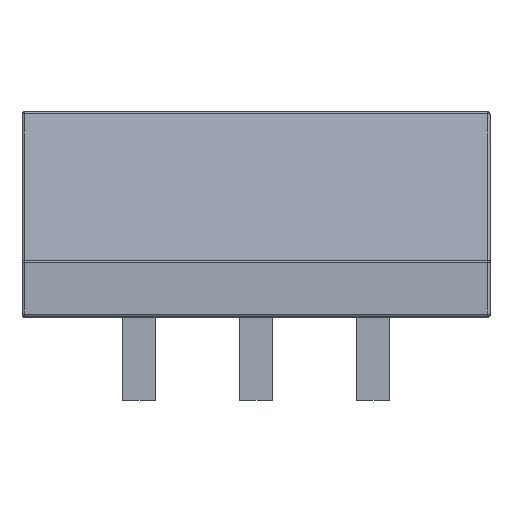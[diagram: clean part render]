
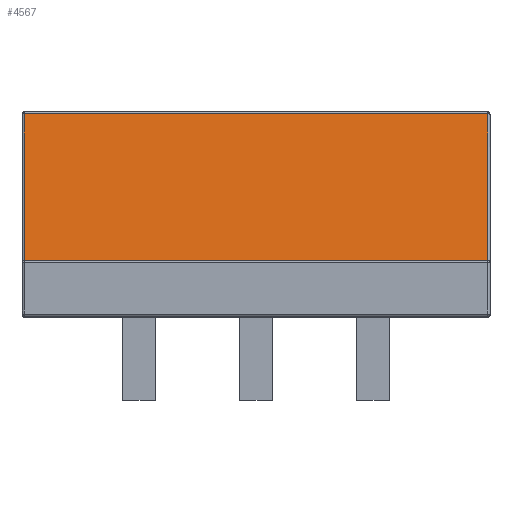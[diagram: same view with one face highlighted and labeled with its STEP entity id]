
A CAD part, top view. The second image highlights one B-rep face of the part: STEP entity #4567.
In plain terms, the highlighted planar face has unit normal (0, 0.122, 0.993).
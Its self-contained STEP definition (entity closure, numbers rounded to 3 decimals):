
#89 = DIRECTION ( 'NONE',  ( -1., 0., 0. ) ) ;
#207 = CARTESIAN_POINT ( 'NONE',  ( 5.03, 4.45, -0.397 ) ) ;
#312 = VERTEX_POINT ( 'NONE', #2829 ) ;
#414 = LINE ( 'NONE', #794, #473 ) ;
#473 = VECTOR ( 'NONE', #89, 1000. ) ;
#529 = EDGE_CURVE ( 'NONE', #1549, #3084, #414, .T. ) ;
#723 = CARTESIAN_POINT ( 'NONE',  ( -5.03, 1.22, 0. ) ) ;
#794 = CARTESIAN_POINT ( 'NONE',  ( 5.08, 4.406, -0.391 ) ) ;
#808 = DIRECTION ( 'NONE',  ( -1., 0., 0. ) ) ;
#914 = ORIENTED_EDGE ( 'NONE', *, *, #529, .T. ) ;
#1146 = LINE ( 'NONE', #3355, #4606 ) ;
#1196 = CARTESIAN_POINT ( 'NONE',  ( 5.03, 1.22, 0. ) ) ;
#1396 = CARTESIAN_POINT ( 'NONE',  ( -5.03, 4.406, -0.391 ) ) ;
#1500 = VECTOR ( 'NONE', #1593, 1000. ) ;
#1549 = VERTEX_POINT ( 'NONE', #4197 ) ;
#1593 = DIRECTION ( 'NONE',  ( 0., 0.993, -0.122 ) ) ;
#1641 = VECTOR ( 'NONE', #2201, 1000. ) ;
#1829 = LINE ( 'NONE', #723, #1641 ) ;
#1898 = ORIENTED_EDGE ( 'NONE', *, *, #4583, .T. ) ;
#1915 = EDGE_LOOP ( 'NONE', ( #914, #3503, #3254, #1898 ) ) ;
#1938 = EDGE_CURVE ( 'NONE', #3925, #312, #1146, .T. ) ;
#1981 = LINE ( 'NONE', #207, #1500 ) ;
#2069 = FACE_OUTER_BOUND ( 'NONE', #1915, .T. ) ;
#2201 = DIRECTION ( 'NONE',  ( 0., -0.993, 0.122 ) ) ;
#2434 = DIRECTION ( 'NONE',  ( 0., -0.122, -0.993 ) ) ;
#2734 = PLANE ( 'NONE',  #2986 ) ;
#2829 = CARTESIAN_POINT ( 'NONE',  ( -5.03, 1.22, 0. ) ) ;
#2986 = AXIS2_PLACEMENT_3D ( 'NONE', #4527, #2434, #3805 ) ;
#3084 = VERTEX_POINT ( 'NONE', #1396 ) ;
#3254 = ORIENTED_EDGE ( 'NONE', *, *, #1938, .F. ) ;
#3355 = CARTESIAN_POINT ( 'NONE',  ( 5.08, 1.22, 0. ) ) ;
#3503 = ORIENTED_EDGE ( 'NONE', *, *, #3513, .T. ) ;
#3513 = EDGE_CURVE ( 'NONE', #3084, #312, #1829, .T. ) ;
#3805 = DIRECTION ( 'NONE',  ( 0., 0.993, -0.122 ) ) ;
#3925 = VERTEX_POINT ( 'NONE', #1196 ) ;
#4197 = CARTESIAN_POINT ( 'NONE',  ( 5.03, 4.406, -0.391 ) ) ;
#4527 = CARTESIAN_POINT ( 'NONE',  ( 5.08, 1.22, 0. ) ) ;
#4567 = ADVANCED_FACE ( 'NONE', ( #2069 ), #2734, .F. ) ;
#4583 = EDGE_CURVE ( 'NONE', #3925, #1549, #1981, .T. ) ;
#4606 = VECTOR ( 'NONE', #808, 1000. ) ;
